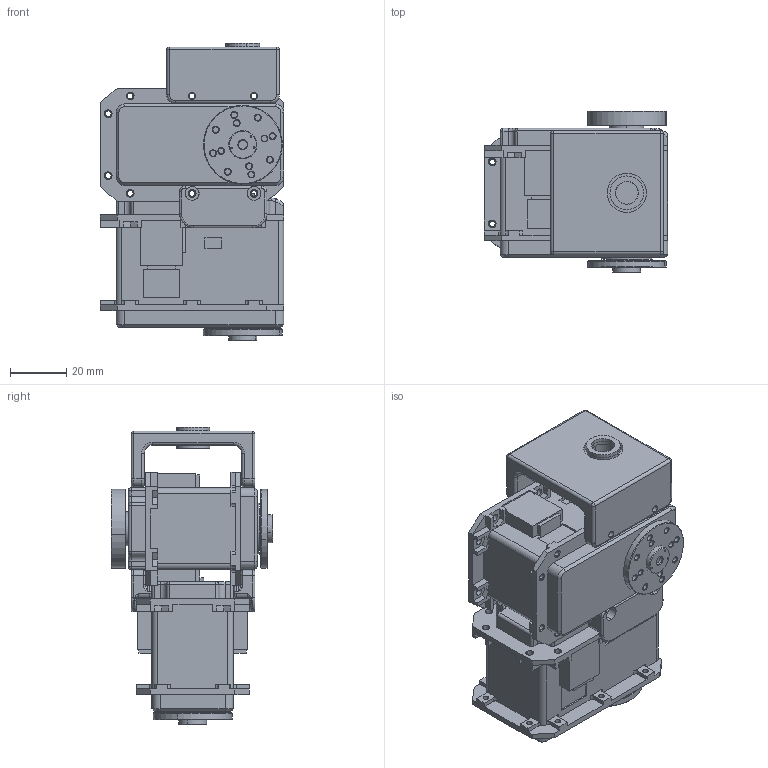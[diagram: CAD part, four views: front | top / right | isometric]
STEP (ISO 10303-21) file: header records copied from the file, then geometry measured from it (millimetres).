
FILE_DESCRIPTION (( 'STEP AP203' ), '1' );
FILE_NAME ('abduction_right_Default_sldprt.STEP', '2019-03-01T09:59:51', ( '' ), ( '' ), 'SwSTEP 2.0', 'SolidWorks 2018', '' );
FILE_SCHEMA (( 'CONFIG_CONTROL_DESIGN' ));
Length unit declared in the file: millimetre
Products named in the file (1): abduction_right_Default_sldprt
Bounding box: 65.1 x 57.3 x 105.8 mm (x, y, z)
Volume: 193204.8 mm3; surface area: 49586.1 mm2
Topology: 14 solids, 14 shells, 1400 faces, 3614 edges, 2236 vertices
Faces by surface type: plane 612, cylinder 498, cone 190, torus 56, bspline 40, sphere 4
Entity records: 44259 total; most frequent: CARTESIAN_POINT 9755, DIRECTION 7224, ORIENTED_EDGE 7156, EDGE_CURVE 3578, AXIS2_PLACEMENT_3D 2563, VERTEX_POINT 2236, VECTOR 2098, LINE 2098
